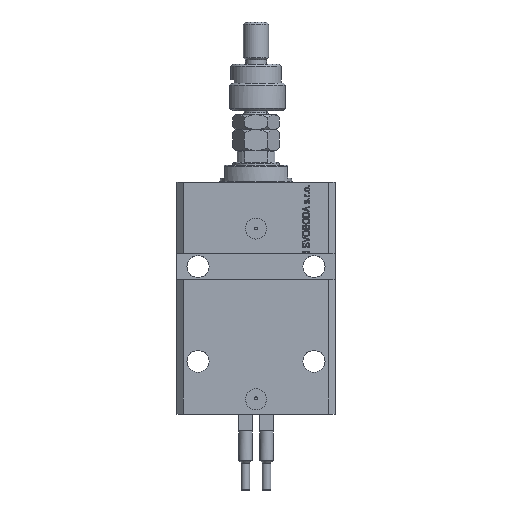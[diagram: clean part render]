
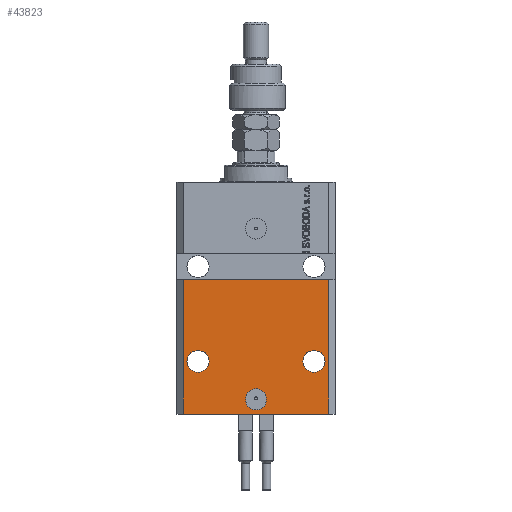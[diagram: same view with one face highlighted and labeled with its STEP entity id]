
A CAD part, front view. The second image highlights one B-rep face of the part: STEP entity #43823.
In plain terms, the highlighted planar face has unit normal (0, -1, 0).
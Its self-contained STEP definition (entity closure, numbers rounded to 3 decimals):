
#961 = AXIS2_PLACEMENT_3D ( 'NONE', #17989, #34210, #34715 ) ;
#1110 = VERTEX_POINT ( 'NONE', #26083 ) ;
#1408 = VECTOR ( 'NONE', #8117, 1000. ) ;
#3112 = CARTESIAN_POINT ( 'NONE',  ( -34.5, -27.5, -110. ) ) ;
#3579 = CARTESIAN_POINT ( 'NONE',  ( -27.5, -27.5, -85. ) ) ;
#3709 = ORIENTED_EDGE ( 'NONE', *, *, #27468, .F. ) ;
#3796 = VERTEX_POINT ( 'NONE', #18547 ) ;
#4371 = CIRCLE ( 'NONE', #17552, 5. ) ;
#4374 = CARTESIAN_POINT ( 'NONE',  ( 27.5, -27.5, -85. ) ) ;
#5155 = ORIENTED_EDGE ( 'NONE', *, *, #12399, .F. ) ;
#5660 = ORIENTED_EDGE ( 'NONE', *, *, #19496, .F. ) ;
#5791 = EDGE_CURVE ( 'NONE', #29393, #7085, #43756, .T. ) ;
#6862 = DIRECTION ( 'NONE',  ( 1., 0., 0. ) ) ;
#7085 = VERTEX_POINT ( 'NONE', #8089 ) ;
#7175 = DIRECTION ( 'NONE',  ( 1., 0., 0. ) ) ;
#7234 = DIRECTION ( 'NONE',  ( 0., 0., 1. ) ) ;
#8089 = CARTESIAN_POINT ( 'NONE',  ( 5., -27.5, -103. ) ) ;
#8117 = DIRECTION ( 'NONE',  ( 1., 0., 0. ) ) ;
#8253 = CIRCLE ( 'NONE', #23921, 5.25 ) ;
#8664 = VERTEX_POINT ( 'NONE', #3112 ) ;
#9595 = FACE_BOUND ( 'NONE', #30686, .T. ) ;
#9656 = LINE ( 'NONE', #25375, #44763 ) ;
#9993 = VERTEX_POINT ( 'NONE', #11042 ) ;
#11042 = CARTESIAN_POINT ( 'NONE',  ( -34.5, -27.5, -46. ) ) ;
#12399 = EDGE_CURVE ( 'NONE', #7085, #29393, #4371, .T. ) ;
#12485 = AXIS2_PLACEMENT_3D ( 'NONE', #22170, #14949, #38422 ) ;
#14015 = ORIENTED_EDGE ( 'NONE', *, *, #37454, .F. ) ;
#14949 = DIRECTION ( 'NONE',  ( 0., -1., 0. ) ) ;
#14957 = EDGE_CURVE ( 'NONE', #17265, #3796, #35295, .T. ) ;
#15163 = DIRECTION ( 'NONE',  ( -1., 0., 0. ) ) ;
#16849 = VECTOR ( 'NONE', #44090, 1000. ) ;
#16858 = ORIENTED_EDGE ( 'NONE', *, *, #46249, .T. ) ;
#17265 = VERTEX_POINT ( 'NONE', #40645 ) ;
#17552 = AXIS2_PLACEMENT_3D ( 'NONE', #46576, #34678, #6862 ) ;
#17631 = EDGE_LOOP ( 'NONE', ( #14015, #3709 ) ) ;
#17989 = CARTESIAN_POINT ( 'NONE',  ( 0., -27.5, -103. ) ) ;
#18547 = CARTESIAN_POINT ( 'NONE',  ( 34.5, -27.5, -46. ) ) ;
#18722 = CIRCLE ( 'NONE', #24500, 5.25 ) ;
#19496 = EDGE_CURVE ( 'NONE', #1110, #21629, #21110, .T. ) ;
#21110 = CIRCLE ( 'NONE', #49955, 5.25 ) ;
#21629 = VERTEX_POINT ( 'NONE', #43889 ) ;
#22170 = CARTESIAN_POINT ( 'NONE',  ( -27.5, -27.5, -85. ) ) ;
#22712 = EDGE_CURVE ( 'NONE', #9993, #3796, #43467, .T. ) ;
#23200 = CARTESIAN_POINT ( 'NONE',  ( -34.5, -27.5, -110. ) ) ;
#23328 = CARTESIAN_POINT ( 'NONE',  ( -37.5, -27.5, -46. ) ) ;
#23648 = DIRECTION ( 'NONE',  ( 0., -1., 0. ) ) ;
#23921 = AXIS2_PLACEMENT_3D ( 'NONE', #46403, #26761, #7175 ) ;
#24500 = AXIS2_PLACEMENT_3D ( 'NONE', #4374, #31933, #47705 ) ;
#25059 = FACE_BOUND ( 'NONE', #30329, .T. ) ;
#25307 = PLANE ( 'NONE',  #30625 ) ;
#25375 = CARTESIAN_POINT ( 'NONE',  ( -34.5, -27.5, -110. ) ) ;
#25417 = VECTOR ( 'NONE', #7234, 1000. ) ;
#26083 = CARTESIAN_POINT ( 'NONE',  ( -32.75, -27.5, -85. ) ) ;
#26761 = DIRECTION ( 'NONE',  ( 0., -1., 0. ) ) ;
#27239 = ORIENTED_EDGE ( 'NONE', *, *, #42977, .F. ) ;
#27468 = EDGE_CURVE ( 'NONE', #27887, #47239, #18722, .T. ) ;
#27887 = VERTEX_POINT ( 'NONE', #29271 ) ;
#28336 = CARTESIAN_POINT ( 'NONE',  ( 34.5, -27.5, -110. ) ) ;
#29176 = DIRECTION ( 'NONE',  ( 0., 0., -1. ) ) ;
#29271 = CARTESIAN_POINT ( 'NONE',  ( 22.25, -27.5, -85. ) ) ;
#29393 = VERTEX_POINT ( 'NONE', #50874 ) ;
#29429 = FACE_BOUND ( 'NONE', #17631, .T. ) ;
#30329 = EDGE_LOOP ( 'NONE', ( #27239, #5660 ) ) ;
#30625 = AXIS2_PLACEMENT_3D ( 'NONE', #45189, #36924, #29176 ) ;
#30686 = EDGE_LOOP ( 'NONE', ( #5155, #32950 ) ) ;
#31933 = DIRECTION ( 'NONE',  ( 0., -1., 0. ) ) ;
#32950 = ORIENTED_EDGE ( 'NONE', *, *, #5791, .F. ) ;
#33645 = EDGE_CURVE ( 'NONE', #8664, #9993, #34818, .T. ) ;
#34210 = DIRECTION ( 'NONE',  ( 0., -1., 0. ) ) ;
#34678 = DIRECTION ( 'NONE',  ( 0., -1., 0. ) ) ;
#34715 = DIRECTION ( 'NONE',  ( 1., 0., 0. ) ) ;
#34818 = LINE ( 'NONE', #23200, #25417 ) ;
#35295 = LINE ( 'NONE', #28336, #16849 ) ;
#35452 = EDGE_LOOP ( 'NONE', ( #36043, #46022, #16858, #40143 ) ) ;
#36043 = ORIENTED_EDGE ( 'NONE', *, *, #22712, .F. ) ;
#36924 = DIRECTION ( 'NONE',  ( 0., -1., 0. ) ) ;
#37454 = EDGE_CURVE ( 'NONE', #47239, #27887, #8253, .T. ) ;
#38422 = DIRECTION ( 'NONE',  ( -1., 0., 0. ) ) ;
#40107 = CARTESIAN_POINT ( 'NONE',  ( 32.75, -27.5, -85. ) ) ;
#40143 = ORIENTED_EDGE ( 'NONE', *, *, #14957, .T. ) ;
#40645 = CARTESIAN_POINT ( 'NONE',  ( 34.5, -27.5, -110. ) ) ;
#42170 = CIRCLE ( 'NONE', #12485, 5.25 ) ;
#42977 = EDGE_CURVE ( 'NONE', #21629, #1110, #42170, .T. ) ;
#43467 = LINE ( 'NONE', #23328, #1408 ) ;
#43756 = CIRCLE ( 'NONE', #961, 5. ) ;
#43823 = ADVANCED_FACE ( 'NONE', ( #9595, #29429, #25059, #45691 ), #25307, .T. ) ;
#43889 = CARTESIAN_POINT ( 'NONE',  ( -22.25, -27.5, -85. ) ) ;
#44090 = DIRECTION ( 'NONE',  ( 0., 0., 1. ) ) ;
#44763 = VECTOR ( 'NONE', #49126, 1000. ) ;
#45189 = CARTESIAN_POINT ( 'NONE',  ( -34.5, -27.5, -110. ) ) ;
#45691 = FACE_OUTER_BOUND ( 'NONE', #35452, .T. ) ;
#46022 = ORIENTED_EDGE ( 'NONE', *, *, #33645, .F. ) ;
#46249 = EDGE_CURVE ( 'NONE', #8664, #17265, #9656, .T. ) ;
#46403 = CARTESIAN_POINT ( 'NONE',  ( 27.5, -27.5, -85. ) ) ;
#46576 = CARTESIAN_POINT ( 'NONE',  ( 0., -27.5, -103. ) ) ;
#47239 = VERTEX_POINT ( 'NONE', #40107 ) ;
#47705 = DIRECTION ( 'NONE',  ( 1., 0., 0. ) ) ;
#49126 = DIRECTION ( 'NONE',  ( 1., 0., 0. ) ) ;
#49955 = AXIS2_PLACEMENT_3D ( 'NONE', #3579, #23648, #15163 ) ;
#50874 = CARTESIAN_POINT ( 'NONE',  ( -5., -27.5, -103. ) ) ;
